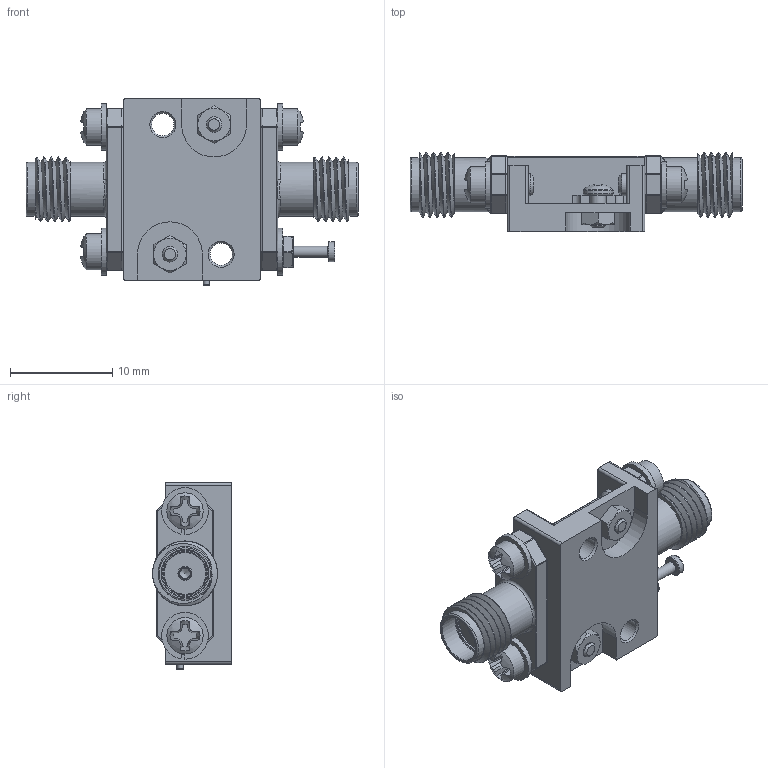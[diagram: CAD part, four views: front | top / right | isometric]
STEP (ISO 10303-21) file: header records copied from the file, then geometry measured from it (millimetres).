
FILE_DESCRIPTION (( 'STEP AP214' ), '1' );
FILE_NAME ('3D Model PEAFS-13-618-6R5-23-12-SFF.STEP', '2025-07-15T20:49:39', ( '' ), ( '' ), 'SwSTEP 2.0', 'SolidWorks 2024', '' );
FILE_SCHEMA (( 'AUTOMOTIVE_DESIGN' ));
Length unit declared in the file: inch
Products named in the file (1): 3D Model PEAFS-13-618-6R5-23-12-SFF
Bounding box: 32.51 x 7.72 x 18.29 mm (x, y, z)
Volume: 1736 mm3; surface area: 3780.8 mm2
Topology: 172 solids, 174 shells, 2264 faces, 6381 edges, 4627 vertices
Faces by surface type: plane 1586, cylinder 242, bspline 225, cone 76, torus 70, sphere 65
Full cylindrical faces by diameter (mm): 0.051 x1, 0.305 x4, 0.508 x2, 0.635 x2, 0.762 x2, 0.889 x2, 1.016 x2, 1.067 x1, 1.18 x6, 1.27 x2, 1.295 x1, 1.524 x10, 1.676 x2, 1.778 x2, 1.93 x4, 1.981 x2, 2.007 x1, 2.184 x10, 2.489 x2, 2.591 x4, 2.896 x1, 2.946 x2, 3.302 x2, 3.556 x3, 4.191 x4, 4.597 x2, 5.283 x4
Entity records: 121685 total; most frequent: CARTESIAN_POINT 33847, ORIENTED_EDGE 12150, DIRECTION 10371, EDGE_CURVE 6075, LINE 4763, VECTOR 4763, VERTEX_POINT 4579, AXIS2_PLACEMENT_3D 2804
